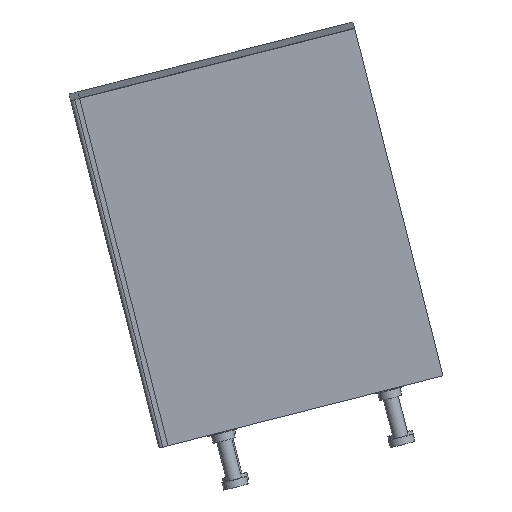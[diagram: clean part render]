
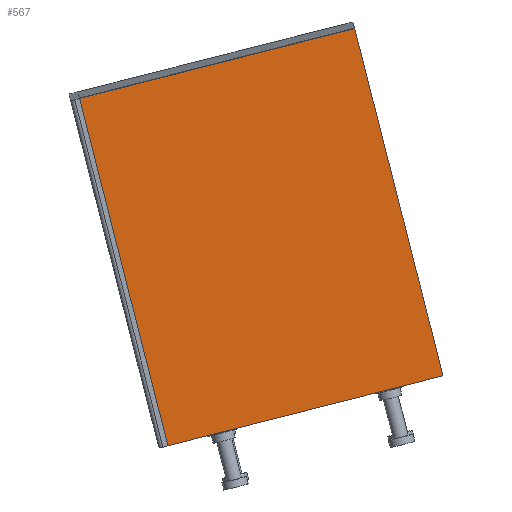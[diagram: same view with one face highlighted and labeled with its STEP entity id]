
A CAD part, top view. The second image highlights one B-rep face of the part: STEP entity #567.
In plain terms, the highlighted face is planar.
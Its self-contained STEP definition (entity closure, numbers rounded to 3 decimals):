
#135=FACE_OUTER_BOUND('',#172,.T.);
#172=EDGE_LOOP('',(#451,#452,#453,#454));
#235=LINE('',#895,#273);
#238=LINE('',#901,#276);
#241=LINE('',#907,#279);
#244=LINE('',#911,#282);
#273=VECTOR('',#704,710.);
#276=VECTOR('',#709,562.);
#279=VECTOR('',#714,710.);
#282=VECTOR('',#719,562.);
#307=VERTEX_POINT('',#892);
#308=VERTEX_POINT('',#894);
#310=VERTEX_POINT('',#900);
#312=VERTEX_POINT('',#906);
#359=EDGE_CURVE('',#308,#307,#235,.T.);
#362=EDGE_CURVE('',#310,#308,#238,.T.);
#365=EDGE_CURVE('',#312,#310,#241,.T.);
#368=EDGE_CURVE('',#307,#312,#244,.T.);
#451=ORIENTED_EDGE('',*,*,#368,.T.);
#452=ORIENTED_EDGE('',*,*,#365,.T.);
#453=ORIENTED_EDGE('',*,*,#362,.T.);
#454=ORIENTED_EDGE('',*,*,#359,.T.);
#542=PLANE('',#610);
#567=ADVANCED_FACE('',(#135),#542,.T.);
#610=AXIS2_PLACEMENT_3D('',#913,#722,#723);
#704=DIRECTION('',(0.,-1.,0.));
#709=DIRECTION('',(-1.,0.,0.));
#714=DIRECTION('',(0.,1.,0.));
#719=DIRECTION('',(1.,0.,0.));
#722=DIRECTION('center_axis',(0.,0.,1.));
#723=DIRECTION('ref_axis',(1.,0.,0.));
#892=CARTESIAN_POINT('',(-281.,-355.,25.));
#894=CARTESIAN_POINT('',(-281.,355.,25.));
#895=CARTESIAN_POINT('',(-281.,-355.,25.));
#900=CARTESIAN_POINT('',(281.,355.,25.));
#901=CARTESIAN_POINT('',(-281.,355.,25.));
#906=CARTESIAN_POINT('',(281.,-355.,25.));
#907=CARTESIAN_POINT('',(281.,355.,25.));
#911=CARTESIAN_POINT('',(281.,-355.,25.));
#913=CARTESIAN_POINT('Origin',(0.,0.,25.));
